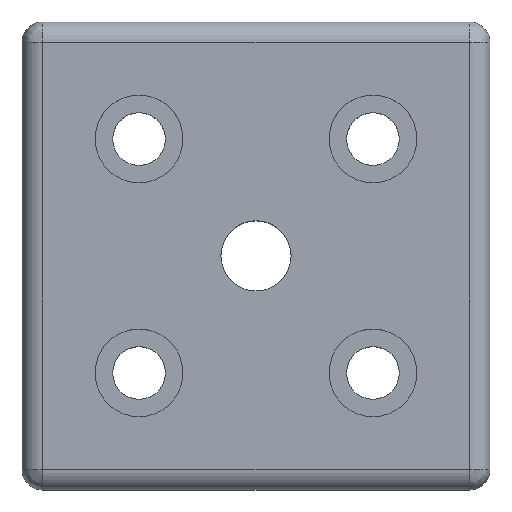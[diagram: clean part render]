
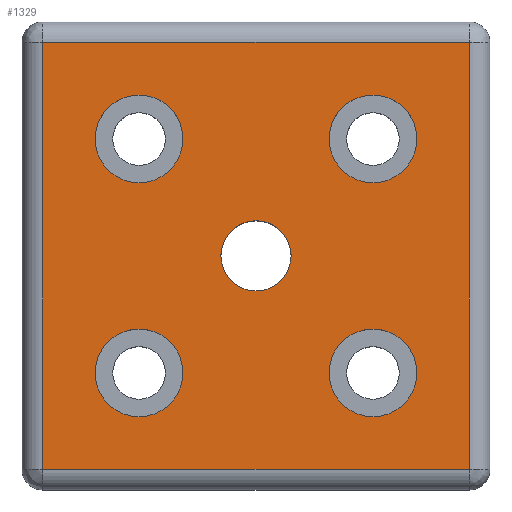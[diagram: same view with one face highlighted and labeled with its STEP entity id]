
A CAD part, top view. The second image highlights one B-rep face of the part: STEP entity #1329.
In plain terms, the highlighted free-form (B-spline) face has degree [1, 1] with [2, 2] control points.
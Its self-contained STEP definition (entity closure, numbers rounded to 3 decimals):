
#214=CARTESIAN_POINT('',(67.5,20.0,15.0));
#215=VERTEX_POINT('',#214);
#224=CARTESIAN_POINT('',(52.5,20.,15.0));
#225=VERTEX_POINT('',#224);
#226=CARTESIAN_POINT('',(60.0,20.0,15.0));
#227=DIRECTION('',(0.0,0.0,1.0));
#228=DIRECTION('',(1.0,0.0,0.0));
#229=AXIS2_PLACEMENT_3D('',#226,#227,#228);
#230=CIRCLE('',#229,7.5);
#231=EDGE_CURVE('',#215,#225,#230,.T.);
#340=CARTESIAN_POINT('',(67.5,60.0,15.0));
#341=VERTEX_POINT('',#340);
#350=CARTESIAN_POINT('',(52.5,60.0,15.0));
#351=VERTEX_POINT('',#350);
#352=CARTESIAN_POINT('',(60.0,60.0,15.0));
#353=DIRECTION('',(0.0,0.0,1.0));
#354=DIRECTION('',(1.0,0.0,0.0));
#355=AXIS2_PLACEMENT_3D('',#352,#353,#354);
#356=CIRCLE('',#355,7.5);
#357=EDGE_CURVE('',#341,#351,#356,.T.);
#466=CARTESIAN_POINT('',(27.5,60.0,15.0));
#467=VERTEX_POINT('',#466);
#476=CARTESIAN_POINT('',(12.5,60.0,15.0));
#477=VERTEX_POINT('',#476);
#478=CARTESIAN_POINT('',(20.0,60.0,15.0));
#479=DIRECTION('',(0.0,0.0,1.0));
#480=DIRECTION('',(1.0,0.0,0.0));
#481=AXIS2_PLACEMENT_3D('',#478,#479,#480);
#482=CIRCLE('',#481,7.5);
#483=EDGE_CURVE('',#467,#477,#482,.T.);
#592=CARTESIAN_POINT('',(27.5,20.0,15.0));
#593=VERTEX_POINT('',#592);
#602=CARTESIAN_POINT('',(12.5,20.,15.0));
#603=VERTEX_POINT('',#602);
#604=CARTESIAN_POINT('',(20.0,20.0,15.0));
#605=DIRECTION('',(0.0,0.0,1.0));
#606=DIRECTION('',(1.0,0.0,0.0));
#607=AXIS2_PLACEMENT_3D('',#604,#605,#606);
#608=CIRCLE('',#607,7.5);
#609=EDGE_CURVE('',#593,#603,#608,.T.);
#634=CARTESIAN_POINT('',(34.0,40.0,15.0));
#635=VERTEX_POINT('',#634);
#644=CARTESIAN_POINT('',(46.0,40.0,15.));
#645=VERTEX_POINT('',#644);
#646=CARTESIAN_POINT('',(40.0,40.0,15.));
#647=DIRECTION('',(0.0,0.0,-1.0));
#648=DIRECTION('',(-1.0,0.0,0.0));
#649=AXIS2_PLACEMENT_3D('',#646,#647,#648);
#650=CIRCLE('',#649,6.0);
#651=EDGE_CURVE('',#645,#635,#650,.T.);
#685=CARTESIAN_POINT('',(40.0,40.0,15.));
#686=DIRECTION('',(0.0,0.0,-1.0));
#687=DIRECTION('',(-1.0,0.0,0.0));
#688=AXIS2_PLACEMENT_3D('',#685,#686,#687);
#689=CIRCLE('',#688,6.0);
#690=EDGE_CURVE('',#635,#645,#689,.T.);
#723=CARTESIAN_POINT('',(3.5,76.5,15.0));
#724=VERTEX_POINT('',#723);
#740=CARTESIAN_POINT('',(3.5,3.5,15.));
#741=VERTEX_POINT('',#740);
#749=CARTESIAN_POINT('',(3.5,76.5,15.0));
#750=DIRECTION('',(0.0,-1.0,0.0));
#751=VECTOR('',#750,73.0);
#752=LINE('',#749,#751);
#753=EDGE_CURVE('',#724,#741,#752,.T.);
#801=CARTESIAN_POINT('',(76.5,3.5,15.0));
#802=VERTEX_POINT('',#801);
#810=CARTESIAN_POINT('',(3.5,3.5,15.));
#811=DIRECTION('',(1.0,0.0,0.0));
#812=VECTOR('',#811,73.0);
#813=LINE('',#810,#812);
#814=EDGE_CURVE('',#741,#802,#813,.T.);
#862=CARTESIAN_POINT('',(76.5,76.5,15.));
#863=VERTEX_POINT('',#862);
#871=CARTESIAN_POINT('',(76.5,3.5,15.0));
#872=DIRECTION('',(0.0,1.0,0.0));
#873=VECTOR('',#872,73.0);
#874=LINE('',#871,#873);
#875=EDGE_CURVE('',#802,#863,#874,.T.);
#977=CARTESIAN_POINT('',(76.5,76.5,15.));
#978=DIRECTION('',(-1.0,0.0,0.0));
#979=VECTOR('',#978,73.0);
#980=LINE('',#977,#979);
#981=EDGE_CURVE('',#863,#724,#980,.T.);
#1274=CARTESIAN_POINT('',(3.5,76.5,15.));
#1275=CARTESIAN_POINT('',(76.5,76.5,15.));
#1276=CARTESIAN_POINT('',(3.5,3.5,15.));
#1277=CARTESIAN_POINT('',(76.5,3.5,15.));
#1278=B_SPLINE_SURFACE_WITH_KNOTS('',1,1,((#1274,#1276),(#1275,#1277)),.UNSPECIFIED.,.F.,.F.,.U.,(2,2),(2,2),(0.0,73.0),(0.0,73.0),.UNSPECIFIED.);
#1279=ORIENTED_EDGE('',*,*,#753,.T.);
#1280=ORIENTED_EDGE('',*,*,#814,.T.);
#1281=ORIENTED_EDGE('',*,*,#875,.T.);
#1282=ORIENTED_EDGE('',*,*,#981,.T.);
#1283=EDGE_LOOP('',(#1279,#1280,#1281,#1282));
#1284=FACE_OUTER_BOUND('',#1283,.T.);
#1285=ORIENTED_EDGE('',*,*,#690,.T.);
#1286=ORIENTED_EDGE('',*,*,#651,.T.);
#1287=EDGE_LOOP('',(#1285,#1286));
#1288=FACE_BOUND('',#1287,.T.);
#1289=ORIENTED_EDGE('',*,*,#231,.F.);
#1290=CARTESIAN_POINT('',(60.0,20.0,15.0));
#1291=DIRECTION('',(0.0,0.0,1.0));
#1292=DIRECTION('',(1.0,0.0,0.0));
#1293=AXIS2_PLACEMENT_3D('',#1290,#1291,#1292);
#1294=CIRCLE('',#1293,7.5);
#1295=EDGE_CURVE('',#225,#215,#1294,.T.);
#1296=ORIENTED_EDGE('',*,*,#1295,.F.);
#1297=EDGE_LOOP('',(#1289,#1296));
#1298=FACE_BOUND('',#1297,.T.);
#1299=ORIENTED_EDGE('',*,*,#357,.F.);
#1300=CARTESIAN_POINT('',(60.0,60.0,15.0));
#1301=DIRECTION('',(0.0,0.0,1.0));
#1302=DIRECTION('',(1.0,0.0,0.0));
#1303=AXIS2_PLACEMENT_3D('',#1300,#1301,#1302);
#1304=CIRCLE('',#1303,7.5);
#1305=EDGE_CURVE('',#351,#341,#1304,.T.);
#1306=ORIENTED_EDGE('',*,*,#1305,.F.);
#1307=EDGE_LOOP('',(#1299,#1306));
#1308=FACE_BOUND('',#1307,.T.);
#1309=ORIENTED_EDGE('',*,*,#483,.F.);
#1310=CARTESIAN_POINT('',(20.0,60.0,15.0));
#1311=DIRECTION('',(0.0,0.0,1.0));
#1312=DIRECTION('',(1.0,0.0,0.0));
#1313=AXIS2_PLACEMENT_3D('',#1310,#1311,#1312);
#1314=CIRCLE('',#1313,7.5);
#1315=EDGE_CURVE('',#477,#467,#1314,.T.);
#1316=ORIENTED_EDGE('',*,*,#1315,.F.);
#1317=EDGE_LOOP('',(#1309,#1316));
#1318=FACE_BOUND('',#1317,.T.);
#1319=ORIENTED_EDGE('',*,*,#609,.F.);
#1320=CARTESIAN_POINT('',(20.0,20.0,15.0));
#1321=DIRECTION('',(0.0,0.0,1.0));
#1322=DIRECTION('',(1.0,0.0,0.0));
#1323=AXIS2_PLACEMENT_3D('',#1320,#1321,#1322);
#1324=CIRCLE('',#1323,7.5);
#1325=EDGE_CURVE('',#603,#593,#1324,.T.);
#1326=ORIENTED_EDGE('',*,*,#1325,.F.);
#1327=EDGE_LOOP('',(#1319,#1326));
#1328=FACE_BOUND('',#1327,.T.);
#1329=ADVANCED_FACE('',(#1284,#1288,#1298,#1308,#1318,#1328),#1278,.F.);
